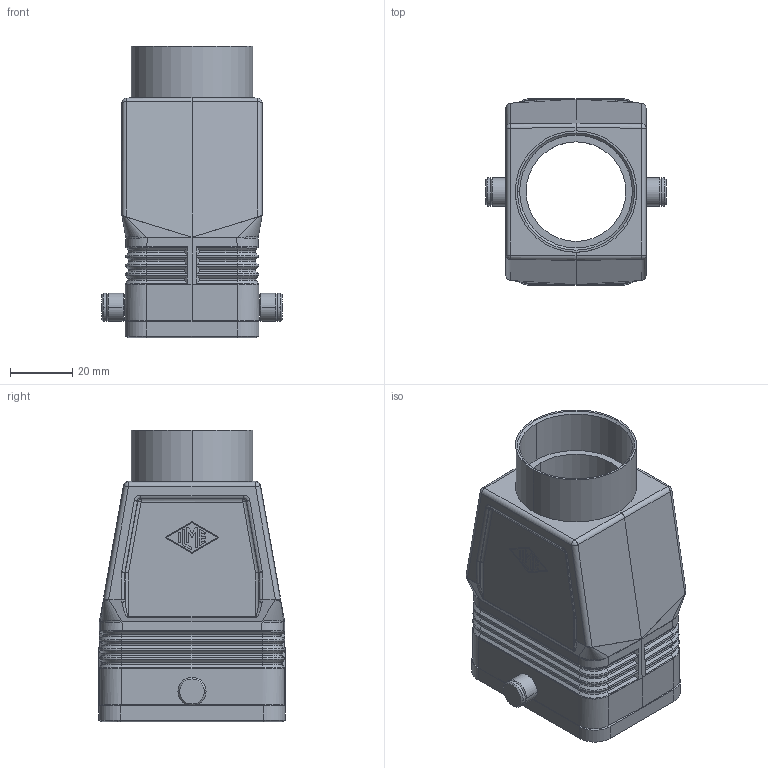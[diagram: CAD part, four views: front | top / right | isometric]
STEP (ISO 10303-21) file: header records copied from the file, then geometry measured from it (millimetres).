
FILE_DESCRIPTION(('Creo Elements/Direct Modeling STEP Export'),'2;1');
FILE_NAME('0ln7uvk4pm7gglh5848','2019-03-12T15:02:05',(''),(''),'PTC Creo Elements/Direct Modeling STEP processor for AP214 (Solid Model)','PTC Creo Elements/Direct Modeling 19.0E 27-Jun-2016 (C) Parametric Technology GmbH','');
FILE_SCHEMA(('AUTOMOTIVE_DESIGN { 1 0 10303 214 1 1 1 1 }'));
Length unit declared in the file: millimetre
Products named in the file (2): CAV_06_GYC29
Assembly tree (1 placements, depth 2):
  CAV_06_GYC29
    CAV_06_GYC29
Bounding box: 58 x 60 x 93.75 mm (x, y, z)
Volume: 66993.5 mm3; surface area: 36097.6 mm2
Topology: 1 solids, 1 shells, 533 faces, 1277 edges, 743 vertices
Faces by surface type: cylinder 178, plane 175, bspline 148, sphere 14, cone 14, torus 4
Entity records: 32510 total; most frequent: CARTESIAN_POINT 21811, ORIENTED_EDGE 2506, DIRECTION 1735, EDGE_CURVE 1251, VERTEX_POINT 743, AXIS2_PLACEMENT_3D 591, EDGE_LOOP 558, VECTOR 553
